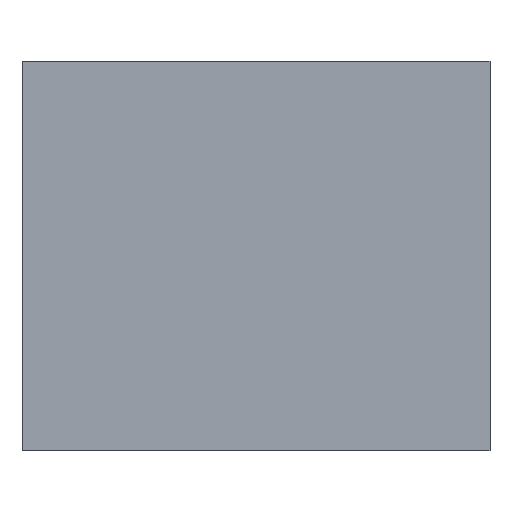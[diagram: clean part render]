
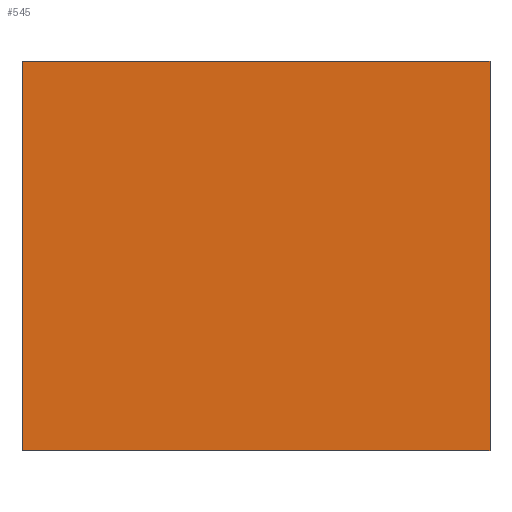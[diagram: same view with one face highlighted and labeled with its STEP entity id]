
A CAD part, front view. The second image highlights one B-rep face of the part: STEP entity #545.
In plain terms, the highlighted planar face has unit normal (0, -1, 0).
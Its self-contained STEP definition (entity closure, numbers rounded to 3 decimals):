
#35=PLANE('',#609);
#61=FACE_OUTER_BOUND('',#90,.T.);
#90=EDGE_LOOP('',(#496,#497,#498,#499));
#132=LINE('',#907,#190);
#139=LINE('',#924,#197);
#149=LINE('',#944,#207);
#156=LINE('',#959,#214);
#190=VECTOR('',#689,10.);
#197=VECTOR('',#708,10.);
#207=VECTOR('',#728,10.);
#214=VECTOR('',#747,10.);
#270=VERTEX_POINT('',#904);
#271=VERTEX_POINT('',#906);
#274=VERTEX_POINT('',#921);
#275=VERTEX_POINT('',#923);
#331=EDGE_CURVE('',#270,#271,#132,.T.);
#340=EDGE_CURVE('',#275,#274,#139,.T.);
#352=EDGE_CURVE('',#275,#270,#149,.T.);
#359=EDGE_CURVE('',#274,#271,#156,.T.);
#496=ORIENTED_EDGE('',*,*,#340,.T.);
#497=ORIENTED_EDGE('',*,*,#359,.T.);
#498=ORIENTED_EDGE('',*,*,#331,.F.);
#499=ORIENTED_EDGE('',*,*,#352,.F.);
#545=ADVANCED_FACE('',(#61),#35,.T.);
#609=AXIS2_PLACEMENT_3D('',#958,#745,#746);
#689=DIRECTION('',(1.,0.,0.));
#708=DIRECTION('',(1.,0.,0.));
#728=DIRECTION('',(0.,0.,1.));
#745=DIRECTION('center_axis',(0.,-1.,0.));
#746=DIRECTION('ref_axis',(1.,0.,0.));
#747=DIRECTION('',(0.,0.,1.));
#904=CARTESIAN_POINT('',(0.,-10.,5.));
#906=CARTESIAN_POINT('',(6.,-10.,5.));
#907=CARTESIAN_POINT('',(-10.,-10.,5.));
#921=CARTESIAN_POINT('',(6.,-10.,0.));
#923=CARTESIAN_POINT('',(0.,-10.,0.));
#924=CARTESIAN_POINT('',(-10.,-10.,0.));
#944=CARTESIAN_POINT('',(0.,-10.,0.));
#958=CARTESIAN_POINT('Origin',(0.,-10.,0.));
#959=CARTESIAN_POINT('',(6.,-10.,0.));
